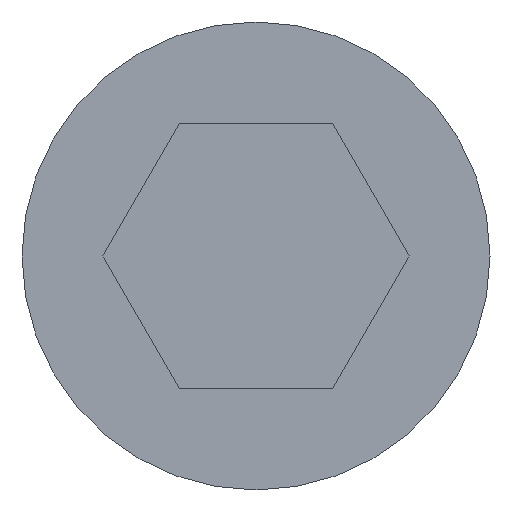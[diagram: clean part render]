
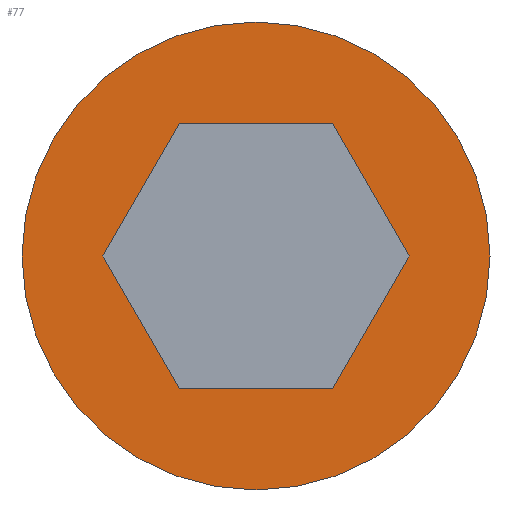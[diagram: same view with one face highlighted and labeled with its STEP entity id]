
A CAD part, left-side view. The second image highlights one B-rep face of the part: STEP entity #77.
In plain terms, the highlighted planar face has unit normal (-1, 0, 0).
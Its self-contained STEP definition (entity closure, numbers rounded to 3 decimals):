
#77 = ADVANCED_FACE( '', ( #92, #93 ), #94, .T. );
#92 = FACE_OUTER_BOUND( '', #123, .T. );
#93 = FACE_BOUND( '', #124, .T. );
#94 = PLANE( '', #125 );
#123 = EDGE_LOOP( '', ( #154 ) );
#124 = EDGE_LOOP( '', ( #155, #156, #157, #158, #159, #160 ) );
#125 = AXIS2_PLACEMENT_3D( '', #161, #162, #163 );
#154 = ORIENTED_EDGE( '', *, *, #239, .T. );
#155 = ORIENTED_EDGE( '', *, *, #240, .T. );
#156 = ORIENTED_EDGE( '', *, *, #241, .T. );
#157 = ORIENTED_EDGE( '', *, *, #242, .T. );
#158 = ORIENTED_EDGE( '', *, *, #243, .T. );
#159 = ORIENTED_EDGE( '', *, *, #244, .T. );
#160 = ORIENTED_EDGE( '', *, *, #245, .T. );
#161 = CARTESIAN_POINT( '', ( 0., 0., 0. ) );
#162 = DIRECTION( '', ( -1., 0., 0. ) );
#163 = DIRECTION( '', ( 0., 0., 1. ) );
#239 = EDGE_CURVE( '', #262, #262, #263, .T. );
#240 = EDGE_CURVE( '', #264, #265, #266, .T. );
#241 = EDGE_CURVE( '', #265, #267, #268, .T. );
#242 = EDGE_CURVE( '', #267, #269, #270, .T. );
#243 = EDGE_CURVE( '', #269, #271, #272, .T. );
#244 = EDGE_CURVE( '', #271, #273, #274, .T. );
#245 = EDGE_CURVE( '', #273, #264, #275, .T. );
#262 = VERTEX_POINT( '', #302 );
#263 = CIRCLE( '', #303, 15. );
#264 = VERTEX_POINT( '', #304 );
#265 = VERTEX_POINT( '', #305 );
#266 = LINE( '', #306, #307 );
#267 = VERTEX_POINT( '', #308 );
#268 = LINE( '', #309, #310 );
#269 = VERTEX_POINT( '', #311 );
#270 = LINE( '', #312, #313 );
#271 = VERTEX_POINT( '', #314 );
#272 = LINE( '', #315, #316 );
#273 = VERTEX_POINT( '', #317 );
#274 = LINE( '', #318, #319 );
#275 = LINE( '', #320, #321 );
#302 = CARTESIAN_POINT( '', ( 0., 0., 15. ) );
#303 = AXIS2_PLACEMENT_3D( '', #360, #361, #362 );
#304 = CARTESIAN_POINT( '', ( 0., -9.815, 0. ) );
#305 = CARTESIAN_POINT( '', ( 0., -4.907, -8.5 ) );
#306 = CARTESIAN_POINT( '', ( 0., -9.815, 0. ) );
#307 = VECTOR( '', #363, 1000. );
#308 = CARTESIAN_POINT( '', ( 0., 4.907, -8.5 ) );
#309 = CARTESIAN_POINT( '', ( 0., -4.907, -8.5 ) );
#310 = VECTOR( '', #364, 1000. );
#311 = CARTESIAN_POINT( '', ( 0., 9.815, 0. ) );
#312 = CARTESIAN_POINT( '', ( 0., 4.907, -8.5 ) );
#313 = VECTOR( '', #365, 1000. );
#314 = CARTESIAN_POINT( '', ( 0., 4.907, 8.5 ) );
#315 = CARTESIAN_POINT( '', ( 0., 9.815, 0. ) );
#316 = VECTOR( '', #366, 1000. );
#317 = CARTESIAN_POINT( '', ( 0., -4.907, 8.5 ) );
#318 = CARTESIAN_POINT( '', ( 0., 4.907, 8.5 ) );
#319 = VECTOR( '', #367, 1000. );
#320 = CARTESIAN_POINT( '', ( 0., -4.907, 8.5 ) );
#321 = VECTOR( '', #368, 1000. );
#360 = CARTESIAN_POINT( '', ( 0., 0., 0. ) );
#361 = DIRECTION( '', ( -1., 0., 0. ) );
#362 = DIRECTION( '', ( 0., 0., 1. ) );
#363 = DIRECTION( '', ( 0., 0.5, -0.866 ) );
#364 = DIRECTION( '', ( 0., 1., 0. ) );
#365 = DIRECTION( '', ( 0., 0.5, 0.866 ) );
#366 = DIRECTION( '', ( 0., -0.5, 0.866 ) );
#367 = DIRECTION( '', ( 0., -1., 0. ) );
#368 = DIRECTION( '', ( 0., -0.5, -0.866 ) );
